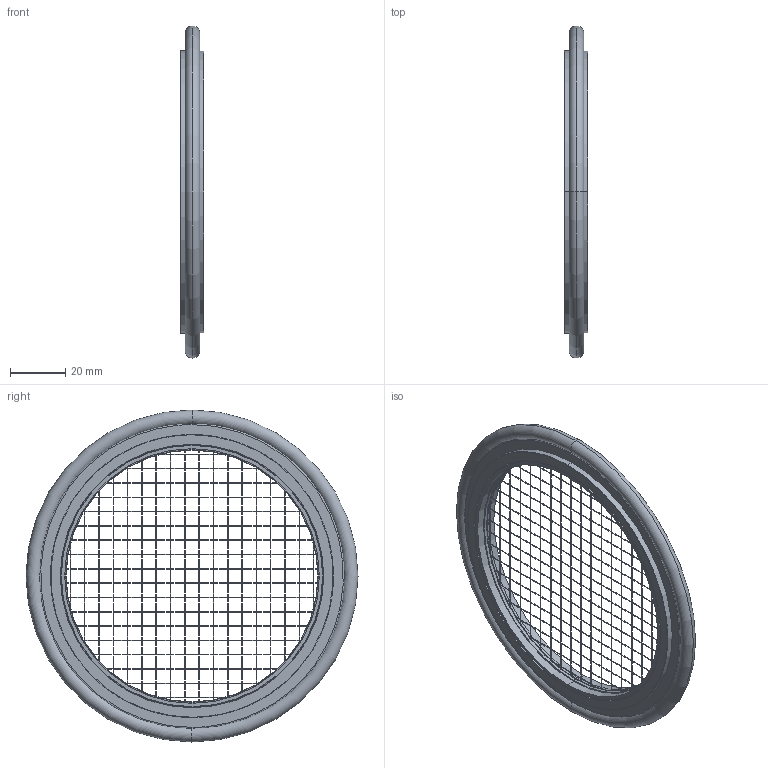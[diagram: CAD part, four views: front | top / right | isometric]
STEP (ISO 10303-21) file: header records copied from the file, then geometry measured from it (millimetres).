
FILE_DESCRIPTION (( 'STEP AP214' ), '1' );
FILE_NAME ('322ZRD100.stp', '2017-04-20T12:31:00', ( '' ), ( '' ), 'SwSTEP 2.0', 'SolidWorks 2015', '' );
FILE_SCHEMA (( 'AUTOMOTIVE_DESIGN' ));
Length unit declared in the file: millimetre
Products named in the file (1): 322ZRD100
Bounding box: 8.3 x 119.66 x 119.66 mm (x, y, z)
Volume: 25393.7 mm3; surface area: 24382.1 mm2
Topology: 4 solids, 4 shells, 1148 faces, 3606 edges, 2398 vertices
Faces by surface type: plane 1108, cylinder 20, bspline 16, torus 4
Entity records: 53839 total; most frequent: CARTESIAN_POINT 7887, ORIENTED_EDGE 7212, DIRECTION 6078, EDGE_CURVE 3606, LINE 3380, VECTOR 3380, VERTEX_POINT 2398, EDGE_LOOP 1672
